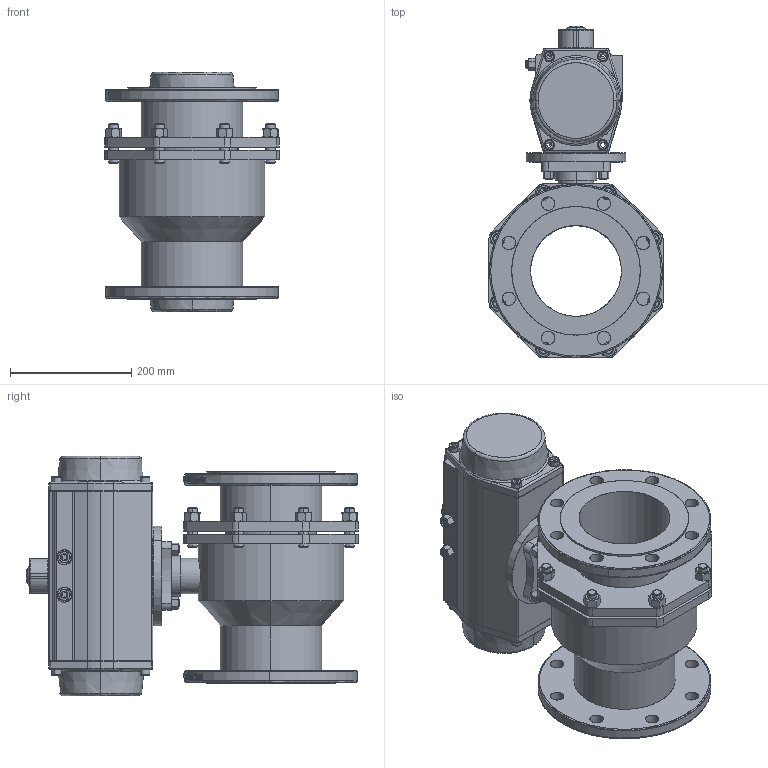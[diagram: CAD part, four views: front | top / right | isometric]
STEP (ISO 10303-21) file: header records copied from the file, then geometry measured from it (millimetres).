
FILE_DESCRIPTION (( 'STEP AP214' ), '1' );
FILE_NAME ('PK05_DN150 (PK05000013).STEP', '2022-04-28T06:21:44', ( '' ), ( '' ), 'SwSTEP 2.0', 'SolidWorks 2021', '' );
FILE_SCHEMA (( 'AUTOMOTIVE_DESIGN' ));
Length unit declared in the file: metre
Products named in the file (1): PK05_DN150 (PK05000013)
Bounding box: 287 x 547.49 x 395 mm (x, y, z)
Surface area: 1139674.4 mm2 (no closed solid volume)
Topology: 0 solids, 560 shells, 917 faces, 4223 edges, 3723 vertices
Faces by surface type: cylinder 308, plane 306, bspline 151, cone 135, torus 12, sphere 5
Entity records: 114933 total; most frequent: CARTESIAN_POINT 74538, DIRECTION 5342, ORIENTED_EDGE 4846, EDGE_CURVE 4202, VERTEX_POINT 3723, AXIS2_PLACEMENT_3D 1978, B_SPLINE_CURVE_WITH_KNOTS 1605, LINE 1386
